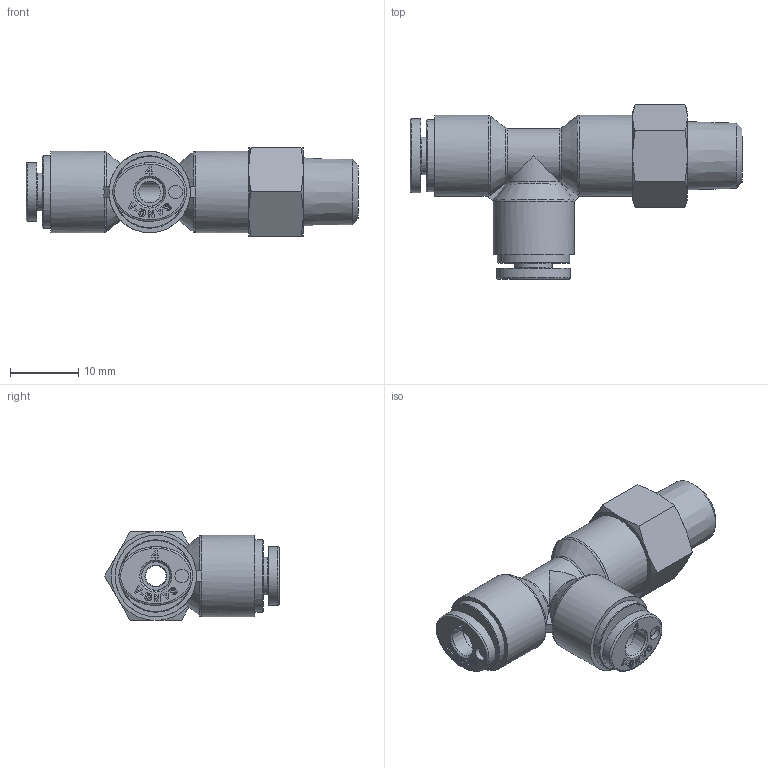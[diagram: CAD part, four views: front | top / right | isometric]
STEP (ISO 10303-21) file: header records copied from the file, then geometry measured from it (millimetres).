
FILE_DESCRIPTION((''),'2;1');
FILE_NAME('CR-PST 0401.stp','2020-08-25T14:38:29',('user'),(''),'Autodesk Inventor 2013','Autodesk Inventor 2013','');
FILE_SCHEMA(('AUTOMOTIVE_DESIGN { 1 0 10303 214 1 1 1 1 }'));
Length unit declared in the file: millimetre
Products named in the file (6): 조립품6; CR-COLLAR 04; HR-Collar 04L(SUS); CR-SLEEVE 04; CR-PUT 04 BODY; HR-PL BODY 0401
Assembly tree (6 placements, depth 3):
  조립품6
    CR-COLLAR 04  x2
      HR-Collar 04L(SUS)
      CR-SLEEVE 04
    CR-PUT 04 BODY
    HR-PL BODY 0401
Bounding box: 48.6 x 25.61 x 13 mm (x, y, z)
Volume: 5182.8 mm3; surface area: 4027.1 mm2
Topology: 6 solids, 6 shells, 296 faces, 763 edges, 507 vertices
Faces by surface type: plane 189, bspline 40, cylinder 32, cone 27, torus 8
Full cylindrical faces by diameter (mm): 2 x2, 3 x1, 3.2 x2, 4.179 x2, 4.2 x3, 5.5 x2, 10.6 x2, 11.9 x3
Entity records: 5834 total; most frequent: CARTESIAN_POINT 1519, ORIENTED_EDGE 862, DIRECTION 836, EDGE_CURVE 431, VERTEX_POINT 298, AXIS2_PLACEMENT_3D 289, VECTOR 258, LINE 258
